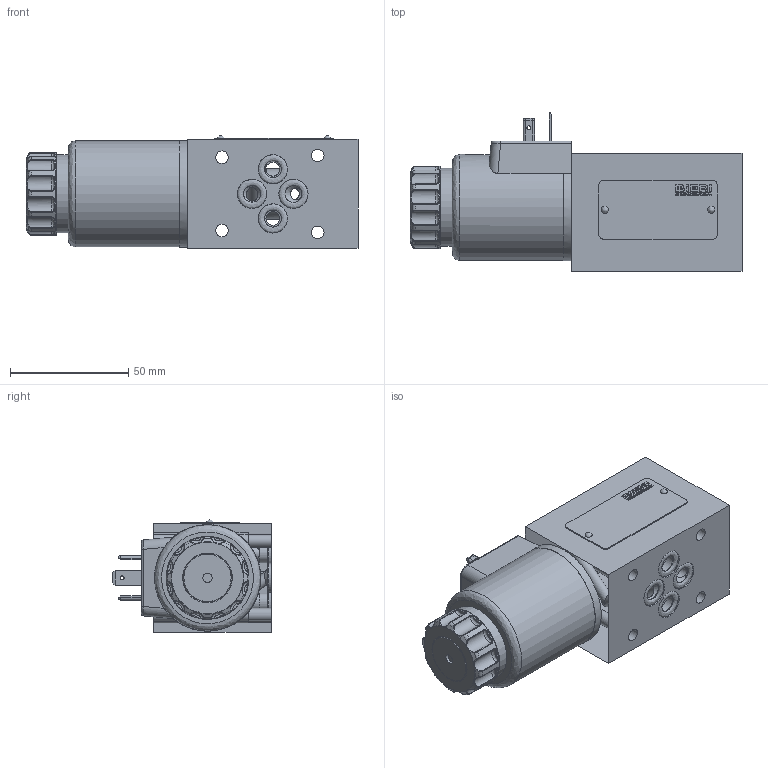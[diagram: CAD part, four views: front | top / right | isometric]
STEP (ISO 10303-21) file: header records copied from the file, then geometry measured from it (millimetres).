
FILE_DESCRIPTION (( 'STEP AP214' ), '1' );
FILE_NAME ('WVM-6Z-2_2-alle Steuerfunktionen.STEP', '2022-05-10T11:12:09', ( '' ), ( '' ), 'SwSTEP 2.0', 'SolidWorks 2020', '' );
FILE_SCHEMA (( 'AUTOMOTIVE_DESIGN' ));
Length unit declared in the file: millimetre
Products named in the file (1): WVM-6Z-2_2-alle Steuerfunktionen
Bounding box: 140.37 x 67.1 x 47.6 mm (x, y, z)
Volume: 260110.9 mm3; surface area: 37183.8 mm2
Topology: 1 solids, 3 shells, 720 faces, 1748 edges, 1091 vertices
Faces by surface type: plane 352, bspline 219, cylinder 109, cone 40
Full cylindrical faces by diameter (mm): 1.65 x3, 1.7 x2, 2.4 x1, 2.5 x1, 2.7 x1, 4 x1, 4.9 x1, 5 x5, 5.3 x4, 5.6 x4, 5.8 x3, 7.6 x2, 7.8 x1, 8 x2, 8.96 x1, 9.237 x1, 9.24 x1, 9.324 x1, 9.82 x1, 9.853 x1, 9.946 x1, 10.011 x1, 12.35 x4, 33 x1, 35 x1, 40.9 x1, 44.8 x1, 45 x1
Entity records: 34990 total; most frequent: CARTESIAN_POINT 12211, ORIENTED_EDGE 3274, DIRECTION 2639, EDGE_CURVE 1637, VERTEX_POINT 1057, VECTOR 927, LINE 927, EDGE_LOOP 880
